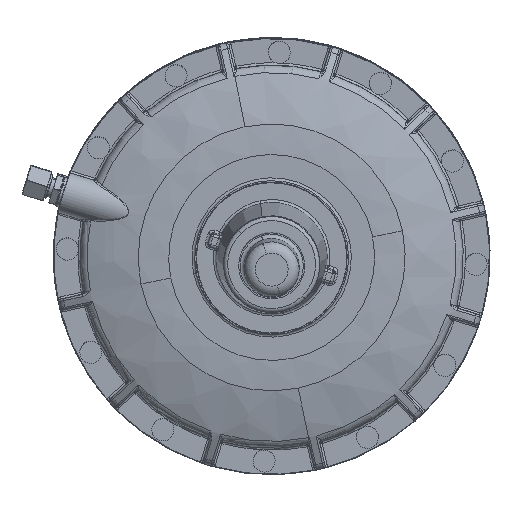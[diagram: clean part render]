
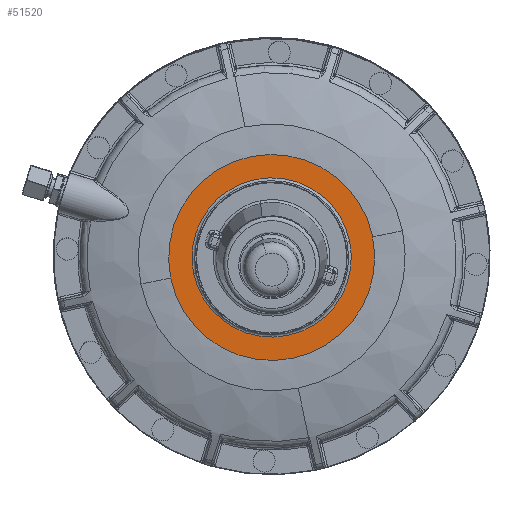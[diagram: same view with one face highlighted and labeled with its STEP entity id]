
A CAD part, top view. The second image highlights one B-rep face of the part: STEP entity #51520.
In plain terms, the highlighted face is planar.
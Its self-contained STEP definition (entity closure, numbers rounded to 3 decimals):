
#51480=DIRECTION('Axis2P3D Direction',(0.,0.,1.)) ;
#51481=DIRECTION('Axis2P3D XDirection',(1.,0.,0.)) ;
#51485=DIRECTION('Axis2P3D Direction',(0.,0.,1.)) ;
#51494=DIRECTION('Axis2P3D Direction',(0.,0.,1.)) ;
#51503=DIRECTION('Axis2P3D Direction',(0.,0.,1.)) ;
#51512=DIRECTION('Axis2P3D Direction',(0.,0.,1.)) ;
#51479=CARTESIAN_POINT('Axis2P3D Location',(-138.,0.,244.468)) ;
#51484=CARTESIAN_POINT('Axis2P3D Location',(-80.,0.,244.468)) ;
#51488=CARTESIAN_POINT('Vertex',(-14.181,35.957,244.468)) ;
#51490=CARTESIAN_POINT('Vertex',(-145.819,-35.957,244.468)) ;
#51493=CARTESIAN_POINT('Axis2P3D Location',(-80.,0.,244.468)) ;
#51502=CARTESIAN_POINT('Axis2P3D Location',(-80.,0.,244.468)) ;
#51506=CARTESIAN_POINT('Vertex',(-130.9,-27.807,244.468)) ;
#51508=CARTESIAN_POINT('Vertex',(-29.1,27.807,244.468)) ;
#51511=CARTESIAN_POINT('Axis2P3D Location',(-80.,0.,244.468)) ;
#51482=AXIS2_PLACEMENT_3D('Plane Axis2P3D',#51479,#51480,#51481) ;
#51486=AXIS2_PLACEMENT_3D('Circle Axis2P3D',#51484,#51485,$) ;
#51495=AXIS2_PLACEMENT_3D('Circle Axis2P3D',#51493,#51494,$) ;
#51504=AXIS2_PLACEMENT_3D('Circle Axis2P3D',#51502,#51503,$) ;
#51513=AXIS2_PLACEMENT_3D('Circle Axis2P3D',#51511,#51512,$) ;
#51519=FACE_BOUND('',#51516,.T.) ;
#51492=EDGE_CURVE('',#51489,#51491,#51487,.T.) ;
#51497=EDGE_CURVE('',#51491,#51489,#51496,.T.) ;
#51510=EDGE_CURVE('',#51507,#51509,#51505,.T.) ;
#51515=EDGE_CURVE('',#51509,#51507,#51514,.T.) ;
#51483=PLANE('Plane',#51482) ;
#51499=ORIENTED_EDGE('',*,*,#51492,.T.) ;
#51500=ORIENTED_EDGE('',*,*,#51497,.T.) ;
#51517=ORIENTED_EDGE('',*,*,#51510,.F.) ;
#51518=ORIENTED_EDGE('',*,*,#51515,.F.) ;
#51520=ADVANCED_FACE('Brep With Voids',(#51501,#51519),#51483,.T.) ;
#51487=CIRCLE('generated circle',#51486,75.) ;
#51496=CIRCLE('generated circle',#51495,75.) ;
#51505=CIRCLE('generated circle',#51504,58.) ;
#51514=CIRCLE('generated circle',#51513,58.) ;
#51489=VERTEX_POINT('',#51488) ;
#51491=VERTEX_POINT('',#51490) ;
#51507=VERTEX_POINT('',#51506) ;
#51509=VERTEX_POINT('',#51508) ;
#51498=EDGE_LOOP('',(#51499,#51500)) ;
#51516=EDGE_LOOP('',(#51517,#51518)) ;
#51501=FACE_OUTER_BOUND('',#51498,.T.) ;
